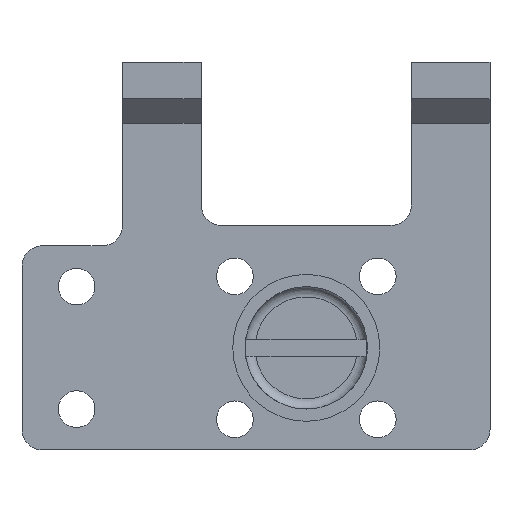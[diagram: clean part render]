
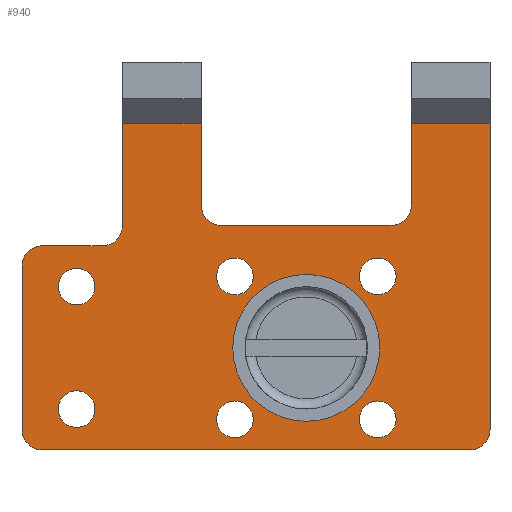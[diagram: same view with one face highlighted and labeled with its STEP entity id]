
A CAD part, top view. The second image highlights one B-rep face of the part: STEP entity #940.
In plain terms, the highlighted planar face has unit normal (0, 0, 1).
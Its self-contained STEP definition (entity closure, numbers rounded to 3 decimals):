
#21=FACE_BOUND('',#123,.T.);
#22=FACE_BOUND('',#124,.T.);
#23=FACE_BOUND('',#125,.T.);
#24=FACE_BOUND('',#126,.T.);
#25=FACE_BOUND('',#127,.T.);
#26=FACE_BOUND('',#128,.T.);
#27=FACE_BOUND('',#129,.T.);
#39=PLANE('',#1014);
#74=FACE_OUTER_BOUND('',#122,.T.);
#122=EDGE_LOOP('',(#665,#666,#667,#668,#669,#670,#671,#672,#673,#674,#675,
#676,#677,#678,#679,#680));
#123=EDGE_LOOP('',(#681));
#124=EDGE_LOOP('',(#682));
#125=EDGE_LOOP('',(#683));
#126=EDGE_LOOP('',(#684));
#127=EDGE_LOOP('',(#685));
#128=EDGE_LOOP('',(#686));
#129=EDGE_LOOP('',(#687));
#183=LINE('',#1363,#283);
#189=LINE('',#1384,#289);
#192=LINE('',#1390,#292);
#193=LINE('',#1392,#293);
#194=LINE('',#1393,#294);
#195=LINE('',#1395,#295);
#196=LINE('',#1397,#296);
#197=LINE('',#1399,#297);
#198=LINE('',#1403,#298);
#199=LINE('',#1407,#299);
#283=VECTOR('',#1097,10.);
#289=VECTOR('',#1117,10.);
#292=VECTOR('',#1122,10.);
#293=VECTOR('',#1123,10.);
#294=VECTOR('',#1124,10.);
#295=VECTOR('',#1125,10.);
#296=VECTOR('',#1126,10.);
#297=VECTOR('',#1127,10.);
#298=VECTOR('',#1130,10.);
#299=VECTOR('',#1133,10.);
#381=CIRCLE('',#1004,2.);
#384=CIRCLE('',#1009,2.);
#385=CIRCLE('',#1011,2.);
#387=CIRCLE('',#1015,2.);
#388=CIRCLE('',#1016,2.);
#389=CIRCLE('',#1017,2.);
#390=CIRCLE('',#1018,1.8);
#391=CIRCLE('',#1019,1.8);
#392=CIRCLE('',#1020,1.8);
#393=CIRCLE('',#1021,1.8);
#394=CIRCLE('',#1022,7.2);
#395=CIRCLE('',#1023,1.8);
#396=CIRCLE('',#1024,1.8);
#415=VERTEX_POINT('',#1353);
#416=VERTEX_POINT('',#1354);
#419=VERTEX_POINT('',#1362);
#422=VERTEX_POINT('',#1370);
#423=VERTEX_POINT('',#1374);
#424=VERTEX_POINT('',#1375);
#427=VERTEX_POINT('',#1383);
#429=VERTEX_POINT('',#1389);
#430=VERTEX_POINT('',#1391);
#431=VERTEX_POINT('',#1394);
#432=VERTEX_POINT('',#1396);
#433=VERTEX_POINT('',#1398);
#434=VERTEX_POINT('',#1400);
#435=VERTEX_POINT('',#1402);
#436=VERTEX_POINT('',#1404);
#437=VERTEX_POINT('',#1406);
#438=VERTEX_POINT('',#1409);
#439=VERTEX_POINT('',#1411);
#440=VERTEX_POINT('',#1413);
#441=VERTEX_POINT('',#1415);
#442=VERTEX_POINT('',#1417);
#443=VERTEX_POINT('',#1419);
#444=VERTEX_POINT('',#1421);
#507=EDGE_CURVE('',#415,#416,#381,.T.);
#511=EDGE_CURVE('',#419,#416,#183,.T.);
#515=EDGE_CURVE('',#419,#422,#384,.T.);
#517=EDGE_CURVE('',#423,#424,#385,.T.);
#521=EDGE_CURVE('',#427,#424,#189,.T.);
#524=EDGE_CURVE('',#429,#423,#192,.T.);
#525=EDGE_CURVE('',#430,#429,#193,.T.);
#526=EDGE_CURVE('',#430,#422,#194,.T.);
#527=EDGE_CURVE('',#415,#431,#195,.T.);
#528=EDGE_CURVE('',#432,#431,#196,.T.);
#529=EDGE_CURVE('',#433,#432,#197,.T.);
#530=EDGE_CURVE('',#434,#433,#387,.T.);
#531=EDGE_CURVE('',#434,#435,#198,.T.);
#532=EDGE_CURVE('',#436,#435,#388,.T.);
#533=EDGE_CURVE('',#436,#437,#199,.T.);
#534=EDGE_CURVE('',#427,#437,#389,.T.);
#535=EDGE_CURVE('',#438,#438,#390,.T.);
#536=EDGE_CURVE('',#439,#439,#391,.T.);
#537=EDGE_CURVE('',#440,#440,#392,.T.);
#538=EDGE_CURVE('',#441,#441,#393,.T.);
#539=EDGE_CURVE('',#442,#442,#394,.T.);
#540=EDGE_CURVE('',#443,#443,#395,.T.);
#541=EDGE_CURVE('',#444,#444,#396,.T.);
#665=ORIENTED_EDGE('',*,*,#517,.F.);
#666=ORIENTED_EDGE('',*,*,#524,.F.);
#667=ORIENTED_EDGE('',*,*,#525,.F.);
#668=ORIENTED_EDGE('',*,*,#526,.T.);
#669=ORIENTED_EDGE('',*,*,#515,.F.);
#670=ORIENTED_EDGE('',*,*,#511,.T.);
#671=ORIENTED_EDGE('',*,*,#507,.F.);
#672=ORIENTED_EDGE('',*,*,#527,.T.);
#673=ORIENTED_EDGE('',*,*,#528,.F.);
#674=ORIENTED_EDGE('',*,*,#529,.F.);
#675=ORIENTED_EDGE('',*,*,#530,.F.);
#676=ORIENTED_EDGE('',*,*,#531,.T.);
#677=ORIENTED_EDGE('',*,*,#532,.F.);
#678=ORIENTED_EDGE('',*,*,#533,.T.);
#679=ORIENTED_EDGE('',*,*,#534,.F.);
#680=ORIENTED_EDGE('',*,*,#521,.T.);
#681=ORIENTED_EDGE('',*,*,#535,.T.);
#682=ORIENTED_EDGE('',*,*,#536,.T.);
#683=ORIENTED_EDGE('',*,*,#537,.T.);
#684=ORIENTED_EDGE('',*,*,#538,.T.);
#685=ORIENTED_EDGE('',*,*,#539,.T.);
#686=ORIENTED_EDGE('',*,*,#540,.T.);
#687=ORIENTED_EDGE('',*,*,#541,.T.);
#940=ADVANCED_FACE('',(#74,#21,#22,#23,#24,#25,#26,#27),#39,.T.);
#1004=AXIS2_PLACEMENT_3D('',#1355,#1089,#1090);
#1009=AXIS2_PLACEMENT_3D('',#1371,#1104,#1105);
#1011=AXIS2_PLACEMENT_3D('',#1376,#1109,#1110);
#1014=AXIS2_PLACEMENT_3D('',#1388,#1120,#1121);
#1015=AXIS2_PLACEMENT_3D('',#1401,#1128,#1129);
#1016=AXIS2_PLACEMENT_3D('',#1405,#1131,#1132);
#1017=AXIS2_PLACEMENT_3D('',#1408,#1134,#1135);
#1018=AXIS2_PLACEMENT_3D('',#1410,#1136,#1137);
#1019=AXIS2_PLACEMENT_3D('',#1412,#1138,#1139);
#1020=AXIS2_PLACEMENT_3D('',#1414,#1140,#1141);
#1021=AXIS2_PLACEMENT_3D('',#1416,#1142,#1143);
#1022=AXIS2_PLACEMENT_3D('',#1418,#1144,#1145);
#1023=AXIS2_PLACEMENT_3D('',#1420,#1146,#1147);
#1024=AXIS2_PLACEMENT_3D('',#1422,#1148,#1149);
#1089=DIRECTION('center_axis',(0.,0.,1.));
#1090=DIRECTION('ref_axis',(-0.707,-0.707,0.));
#1097=DIRECTION('',(-1.,0.,0.));
#1104=DIRECTION('center_axis',(0.,0.,1.));
#1105=DIRECTION('ref_axis',(0.707,-0.707,0.));
#1109=DIRECTION('center_axis',(0.,0.,-1.));
#1110=DIRECTION('ref_axis',(0.707,-0.707,0.));
#1117=DIRECTION('',(1.,0.,0.));
#1120=DIRECTION('center_axis',(0.,0.,1.));
#1121=DIRECTION('ref_axis',(1.,0.,0.));
#1122=DIRECTION('',(0.,-1.,0.));
#1123=DIRECTION('',(1.,0.,0.));
#1124=DIRECTION('',(0.,-1.,0.));
#1125=DIRECTION('',(0.,1.,0.));
#1126=DIRECTION('',(1.,0.,0.));
#1127=DIRECTION('',(0.,1.,0.));
#1128=DIRECTION('center_axis',(0.,0.,1.));
#1129=DIRECTION('ref_axis',(0.707,-0.707,0.));
#1130=DIRECTION('',(-1.,0.,0.));
#1131=DIRECTION('center_axis',(0.,0.,-1.));
#1132=DIRECTION('ref_axis',(-0.707,0.707,0.));
#1133=DIRECTION('',(0.,-1.,0.));
#1134=DIRECTION('center_axis',(0.,0.,-1.));
#1135=DIRECTION('ref_axis',(-0.707,-0.707,0.));
#1136=DIRECTION('center_axis',(0.,0.,-1.));
#1137=DIRECTION('ref_axis',(-1.,0.,0.));
#1138=DIRECTION('center_axis',(0.,0.,-1.));
#1139=DIRECTION('ref_axis',(-1.,0.,0.));
#1140=DIRECTION('center_axis',(0.,0.,-1.));
#1141=DIRECTION('ref_axis',(-1.,0.,0.));
#1142=DIRECTION('center_axis',(0.,0.,-1.));
#1143=DIRECTION('ref_axis',(-1.,0.,0.));
#1144=DIRECTION('center_axis',(0.,0.,-1.));
#1145=DIRECTION('ref_axis',(1.,0.,0.));
#1146=DIRECTION('center_axis',(0.,0.,-1.));
#1147=DIRECTION('ref_axis',(-1.,0.,0.));
#1148=DIRECTION('center_axis',(0.,0.,-1.));
#1149=DIRECTION('ref_axis',(-1.,0.,0.));
#1353=CARTESIAN_POINT('',(-10.3,14.,3.2));
#1354=CARTESIAN_POINT('',(-8.3,12.,3.2));
#1355=CARTESIAN_POINT('Origin',(-8.3,14.,3.2));
#1362=CARTESIAN_POINT('',(8.3,12.,3.2));
#1363=CARTESIAN_POINT('',(0.,12.,3.2));
#1370=CARTESIAN_POINT('',(10.3,14.,3.2));
#1371=CARTESIAN_POINT('Origin',(8.3,14.,3.2));
#1374=CARTESIAN_POINT('',(18.,-8.,3.2));
#1375=CARTESIAN_POINT('',(16.,-10.,3.2));
#1376=CARTESIAN_POINT('Origin',(16.,-8.,3.2));
#1383=CARTESIAN_POINT('',(-25.85,-10.,3.2));
#1384=CARTESIAN_POINT('',(-27.85,-10.,3.2));
#1388=CARTESIAN_POINT('Origin',(0.,0.,
3.2));
#1389=CARTESIAN_POINT('',(18.,22.,3.2));
#1390=CARTESIAN_POINT('',(18.,-10.,3.2));
#1391=CARTESIAN_POINT('',(10.3,22.,3.2));
#1392=CARTESIAN_POINT('',(18.,22.,3.2));
#1393=CARTESIAN_POINT('',(10.3,14.,3.2));
#1394=CARTESIAN_POINT('',(-10.3,22.,3.2));
#1395=CARTESIAN_POINT('',(-10.3,14.,3.2));
#1396=CARTESIAN_POINT('',(-18.,22.,3.2));
#1397=CARTESIAN_POINT('',(18.,22.,3.2));
#1398=CARTESIAN_POINT('',(-18.,12.,3.2));
#1399=CARTESIAN_POINT('',(-18.,10.,3.2));
#1400=CARTESIAN_POINT('',(-20.,10.,3.2));
#1401=CARTESIAN_POINT('Origin',(-20.,12.,3.2));
#1402=CARTESIAN_POINT('',(-25.85,10.,3.2));
#1403=CARTESIAN_POINT('',(-18.,10.,3.2));
#1404=CARTESIAN_POINT('',(-27.85,8.,3.2));
#1405=CARTESIAN_POINT('Origin',(-25.85,8.,3.2));
#1406=CARTESIAN_POINT('',(-27.85,-8.,3.2));
#1407=CARTESIAN_POINT('',(-27.85,10.,3.2));
#1408=CARTESIAN_POINT('Origin',(-25.85,-8.,3.2));
#1409=CARTESIAN_POINT('',(-5.2,7.,3.2));
#1410=CARTESIAN_POINT('Origin',(-7.,7.,3.2));
#1411=CARTESIAN_POINT('',(-5.2,-7.,3.2));
#1412=CARTESIAN_POINT('Origin',(-7.,-7.,3.2));
#1413=CARTESIAN_POINT('',(8.8,-7.,3.2));
#1414=CARTESIAN_POINT('Origin',(7.,-7.,3.2));
#1415=CARTESIAN_POINT('',(8.8,7.,3.2));
#1416=CARTESIAN_POINT('Origin',(7.,7.,3.2));
#1417=CARTESIAN_POINT('',(-7.2,0.,3.2));
#1418=CARTESIAN_POINT('Origin',(0.,0.,
3.2));
#1419=CARTESIAN_POINT('',(-20.7,-6.,3.2));
#1420=CARTESIAN_POINT('Origin',(-22.5,-6.,3.2));
#1421=CARTESIAN_POINT('',(-20.7,6.,3.2));
#1422=CARTESIAN_POINT('Origin',(-22.5,6.,3.2));
